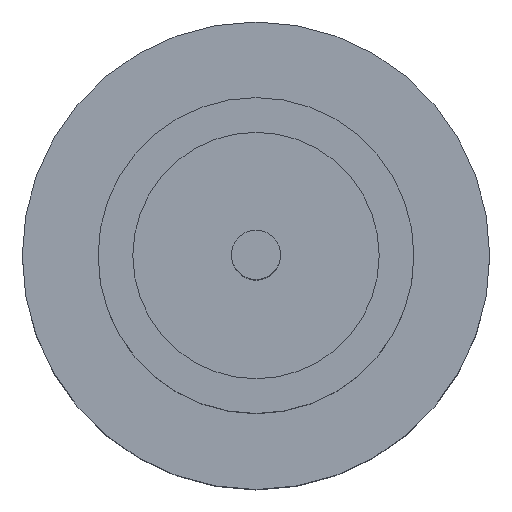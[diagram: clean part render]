
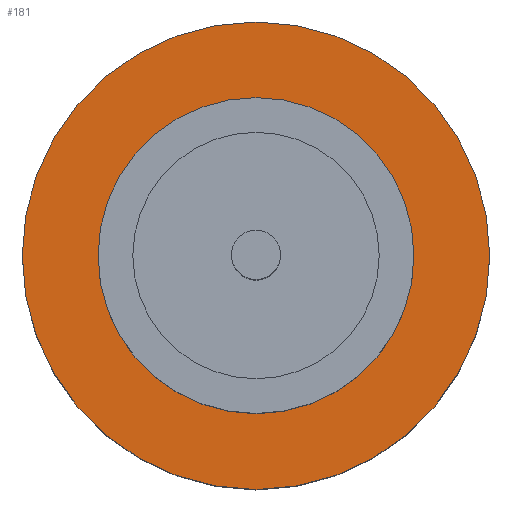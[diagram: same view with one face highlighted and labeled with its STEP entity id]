
A CAD part, top view. The second image highlights one B-rep face of the part: STEP entity #181.
In plain terms, the highlighted planar face has unit normal (0, 0, 1).
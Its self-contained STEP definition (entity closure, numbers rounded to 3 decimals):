
#1 = ORIENTED_EDGE ( 'NONE', *, *, #536, .F. ) ;
#9 = VERTEX_POINT ( 'NONE', #267 ) ;
#40 = FACE_BOUND ( 'NONE', #622, .T. ) ;
#51 = VERTEX_POINT ( 'NONE', #739 ) ;
#54 = DIRECTION ( 'NONE',  ( 0., 0., 1. ) ) ;
#65 = ORIENTED_EDGE ( 'NONE', *, *, #304, .T. ) ;
#90 = CARTESIAN_POINT ( 'NONE',  ( 0., 0., 1.55 ) ) ;
#121 = DIRECTION ( 'NONE',  ( 1., 0., 0. ) ) ;
#157 = DIRECTION ( 'NONE',  ( 0., 0., 1. ) ) ;
#173 = EDGE_CURVE ( 'NONE', #468, #388, #211, .T. ) ;
#177 = AXIS2_PLACEMENT_3D ( 'NONE', #195, #54, #121 ) ;
#181 = ADVANCED_FACE ( 'NONE', ( #40, #541 ), #425, .T. ) ;
#195 = CARTESIAN_POINT ( 'NONE',  ( 0., 0., 1.55 ) ) ;
#211 = CIRCLE ( 'NONE', #819, 1.85 ) ;
#235 = AXIS2_PLACEMENT_3D ( 'NONE', #777, #727, #663 ) ;
#249 = DIRECTION ( 'NONE',  ( 0., 0., 1. ) ) ;
#265 = DIRECTION ( 'NONE',  ( 1., 0., 0. ) ) ;
#267 = CARTESIAN_POINT ( 'NONE',  ( -1.25, 0., 1.55 ) ) ;
#301 = CIRCLE ( 'NONE', #492, 1.25 ) ;
#304 = EDGE_CURVE ( 'NONE', #388, #468, #467, .T. ) ;
#358 = EDGE_CURVE ( 'NONE', #51, #9, #530, .T. ) ;
#373 = DIRECTION ( 'NONE',  ( 1., 0., 0. ) ) ;
#388 = VERTEX_POINT ( 'NONE', #409 ) ;
#409 = CARTESIAN_POINT ( 'NONE',  ( -1.85, 0., 1.55 ) ) ;
#425 = PLANE ( 'NONE',  #666 ) ;
#457 = EDGE_LOOP ( 'NONE', ( #65, #499 ) ) ;
#467 = CIRCLE ( 'NONE', #235, 1.85 ) ;
#468 = VERTEX_POINT ( 'NONE', #823 ) ;
#492 = AXIS2_PLACEMENT_3D ( 'NONE', #724, #522, #265 ) ;
#499 = ORIENTED_EDGE ( 'NONE', *, *, #173, .T. ) ;
#522 = DIRECTION ( 'NONE',  ( 0., 0., 1. ) ) ;
#530 = CIRCLE ( 'NONE', #177, 1.25 ) ;
#536 = EDGE_CURVE ( 'NONE', #9, #51, #301, .T. ) ;
#541 = FACE_OUTER_BOUND ( 'NONE', #457, .T. ) ;
#613 = DIRECTION ( 'NONE',  ( 1., 0., 0. ) ) ;
#622 = EDGE_LOOP ( 'NONE', ( #730, #1 ) ) ;
#663 = DIRECTION ( 'NONE',  ( 1., 0., 0. ) ) ;
#666 = AXIS2_PLACEMENT_3D ( 'NONE', #90, #249, #373 ) ;
#692 = CARTESIAN_POINT ( 'NONE',  ( 0., 0., 1.55 ) ) ;
#724 = CARTESIAN_POINT ( 'NONE',  ( 0., 0., 1.55 ) ) ;
#727 = DIRECTION ( 'NONE',  ( 0., 0., 1. ) ) ;
#730 = ORIENTED_EDGE ( 'NONE', *, *, #358, .F. ) ;
#739 = CARTESIAN_POINT ( 'NONE',  ( 1.25, 0., 1.55 ) ) ;
#777 = CARTESIAN_POINT ( 'NONE',  ( 0., 0., 1.55 ) ) ;
#819 = AXIS2_PLACEMENT_3D ( 'NONE', #692, #157, #613 ) ;
#823 = CARTESIAN_POINT ( 'NONE',  ( 1.85, 0., 1.55 ) ) ;
